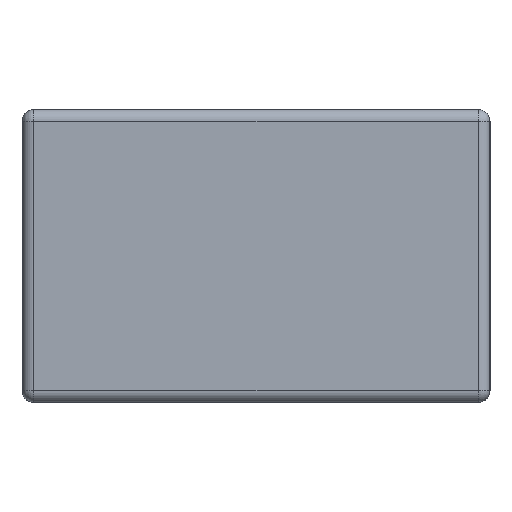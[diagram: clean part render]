
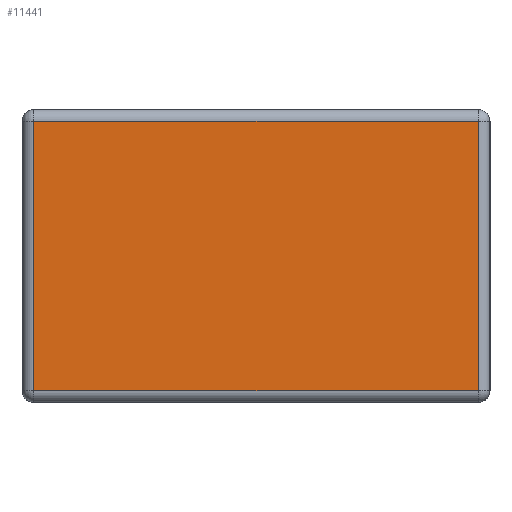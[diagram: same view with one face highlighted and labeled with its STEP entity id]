
A CAD part, left-side view. The second image highlights one B-rep face of the part: STEP entity #11441.
In plain terms, the highlighted planar face has unit normal (-1, 0, 0).
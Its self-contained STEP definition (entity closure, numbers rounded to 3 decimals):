
#10554 = CYLINDRICAL_SURFACE('',#10555,0.02);
#10555 = AXIS2_PLACEMENT_3D('',#10556,#10557,#10558);
#10556 = CARTESIAN_POINT('',(-0.778,0.396,0.25));
#10557 = DIRECTION('',(-0.,0.,-1.));
#10558 = DIRECTION('',(1.,0.,-0.));
#11138 = CYLINDRICAL_SURFACE('',#11139,0.02);
#11139 = AXIS2_PLACEMENT_3D('',#11140,#11141,#11142);
#11140 = CARTESIAN_POINT('',(-0.778,0.016,0.48));
#11141 = DIRECTION('',(0.,1.,0.));
#11142 = DIRECTION('',(0.,0.,-1.));
#11355 = CYLINDRICAL_SURFACE('',#11356,0.02);
#11356 = AXIS2_PLACEMENT_3D('',#11357,#11358,#11359);
#11357 = CARTESIAN_POINT('',(-0.778,-0.364,0.25));
#11358 = DIRECTION('',(0.,0.,1.));
#11359 = DIRECTION('',(-1.,0.,0.));
#11429 = CYLINDRICAL_SURFACE('',#11430,0.02);
#11430 = AXIS2_PLACEMENT_3D('',#11431,#11432,#11433);
#11431 = CARTESIAN_POINT('',(-0.778,0.016,0.02)
  );
#11432 = DIRECTION('',(0.,-1.,0.));
#11433 = DIRECTION('',(0.,0.,1.));
#11441 = ADVANCED_FACE('',(#11442),#11456,.T.);
#11442 = FACE_BOUND('',#11443,.T.);
#11443 = EDGE_LOOP('',(#11444,#11474,#11497,#11520));
#11444 = ORIENTED_EDGE('',*,*,#11445,.T.);
#11445 = EDGE_CURVE('',#11446,#11448,#11450,.T.);
#11446 = VERTEX_POINT('',#11447);
#11447 = CARTESIAN_POINT('',(-0.798,-0.364,0.48));
#11448 = VERTEX_POINT('',#11449);
#11449 = CARTESIAN_POINT('',(-0.798,0.396,0.48));
#11450 = SURFACE_CURVE('',#11451,(#11455,#11467),.PCURVE_S1.);
#11451 = LINE('',#11452,#11453);
#11452 = CARTESIAN_POINT('',(-0.798,0.016,0.48));
#11453 = VECTOR('',#11454,1.);
#11454 = DIRECTION('',(0.,1.,0.));
#11455 = PCURVE('',#11456,#11461);
#11456 = PLANE('',#11457);
#11457 = AXIS2_PLACEMENT_3D('',#11458,#11459,#11460);
#11458 = CARTESIAN_POINT('',(-0.798,0.016,0.25));
#11459 = DIRECTION('',(-1.,0.,0.));
#11460 = DIRECTION('',(0.,0.,-1.));
#11461 = DEFINITIONAL_REPRESENTATION('',(#11462),#11466);
#11462 = LINE('',#11463,#11464);
#11463 = CARTESIAN_POINT('',(-0.23,-0.));
#11464 = VECTOR('',#11465,1.);
#11465 = DIRECTION('',(0.,-1.));
#11466 = ( GEOMETRIC_REPRESENTATION_CONTEXT(2) 
PARAMETRIC_REPRESENTATION_CONTEXT() REPRESENTATION_CONTEXT('2D SPACE',''
  ) );
#11467 = PCURVE('',#11138,#11468);
#11468 = DEFINITIONAL_REPRESENTATION('',(#11469),#11473);
#11469 = LINE('',#11470,#11471);
#11470 = CARTESIAN_POINT('',(1.571,0.));
#11471 = VECTOR('',#11472,1.);
#11472 = DIRECTION('',(0.,1.));
#11473 = ( GEOMETRIC_REPRESENTATION_CONTEXT(2) 
PARAMETRIC_REPRESENTATION_CONTEXT() REPRESENTATION_CONTEXT('2D SPACE',''
  ) );
#11474 = ORIENTED_EDGE('',*,*,#11475,.T.);
#11475 = EDGE_CURVE('',#11448,#11476,#11478,.T.);
#11476 = VERTEX_POINT('',#11477);
#11477 = CARTESIAN_POINT('',(-0.798,0.396,0.02));
#11478 = SURFACE_CURVE('',#11479,(#11483,#11490),.PCURVE_S1.);
#11479 = LINE('',#11480,#11481);
#11480 = CARTESIAN_POINT('',(-0.798,0.396,0.25));
#11481 = VECTOR('',#11482,1.);
#11482 = DIRECTION('',(-0.,0.,-1.));
#11483 = PCURVE('',#11456,#11484);
#11484 = DEFINITIONAL_REPRESENTATION('',(#11485),#11489);
#11485 = LINE('',#11486,#11487);
#11486 = CARTESIAN_POINT('',(0.,-0.38));
#11487 = VECTOR('',#11488,1.);
#11488 = DIRECTION('',(1.,0.));
#11489 = ( GEOMETRIC_REPRESENTATION_CONTEXT(2) 
PARAMETRIC_REPRESENTATION_CONTEXT() REPRESENTATION_CONTEXT('2D SPACE',''
  ) );
#11490 = PCURVE('',#10554,#11491);
#11491 = DEFINITIONAL_REPRESENTATION('',(#11492),#11496);
#11492 = LINE('',#11493,#11494);
#11493 = CARTESIAN_POINT('',(3.142,0.));
#11494 = VECTOR('',#11495,1.);
#11495 = DIRECTION('',(0.,1.));
#11496 = ( GEOMETRIC_REPRESENTATION_CONTEXT(2) 
PARAMETRIC_REPRESENTATION_CONTEXT() REPRESENTATION_CONTEXT('2D SPACE',''
  ) );
#11497 = ORIENTED_EDGE('',*,*,#11498,.T.);
#11498 = EDGE_CURVE('',#11476,#11499,#11501,.T.);
#11499 = VERTEX_POINT('',#11500);
#11500 = CARTESIAN_POINT('',(-0.798,-0.364,0.02));
#11501 = SURFACE_CURVE('',#11502,(#11506,#11513),.PCURVE_S1.);
#11502 = LINE('',#11503,#11504);
#11503 = CARTESIAN_POINT('',(-0.798,0.016,0.02)
  );
#11504 = VECTOR('',#11505,1.);
#11505 = DIRECTION('',(0.,-1.,0.));
#11506 = PCURVE('',#11456,#11507);
#11507 = DEFINITIONAL_REPRESENTATION('',(#11508),#11512);
#11508 = LINE('',#11509,#11510);
#11509 = CARTESIAN_POINT('',(0.23,0.));
#11510 = VECTOR('',#11511,1.);
#11511 = DIRECTION('',(-0.,1.));
#11512 = ( GEOMETRIC_REPRESENTATION_CONTEXT(2) 
PARAMETRIC_REPRESENTATION_CONTEXT() REPRESENTATION_CONTEXT('2D SPACE',''
  ) );
#11513 = PCURVE('',#11429,#11514);
#11514 = DEFINITIONAL_REPRESENTATION('',(#11515),#11519);
#11515 = LINE('',#11516,#11517);
#11516 = CARTESIAN_POINT('',(1.571,0.));
#11517 = VECTOR('',#11518,1.);
#11518 = DIRECTION('',(0.,1.));
#11519 = ( GEOMETRIC_REPRESENTATION_CONTEXT(2) 
PARAMETRIC_REPRESENTATION_CONTEXT() REPRESENTATION_CONTEXT('2D SPACE',''
  ) );
#11520 = ORIENTED_EDGE('',*,*,#11521,.T.);
#11521 = EDGE_CURVE('',#11499,#11446,#11522,.T.);
#11522 = SURFACE_CURVE('',#11523,(#11527,#11534),.PCURVE_S1.);
#11523 = LINE('',#11524,#11525);
#11524 = CARTESIAN_POINT('',(-0.798,-0.364,0.25));
#11525 = VECTOR('',#11526,1.);
#11526 = DIRECTION('',(0.,0.,1.));
#11527 = PCURVE('',#11456,#11528);
#11528 = DEFINITIONAL_REPRESENTATION('',(#11529),#11533);
#11529 = LINE('',#11530,#11531);
#11530 = CARTESIAN_POINT('',(0.,0.38));
#11531 = VECTOR('',#11532,1.);
#11532 = DIRECTION('',(-1.,-0.));
#11533 = ( GEOMETRIC_REPRESENTATION_CONTEXT(2) 
PARAMETRIC_REPRESENTATION_CONTEXT() REPRESENTATION_CONTEXT('2D SPACE',''
  ) );
#11534 = PCURVE('',#11355,#11535);
#11535 = DEFINITIONAL_REPRESENTATION('',(#11536),#11540);
#11536 = LINE('',#11537,#11538);
#11537 = CARTESIAN_POINT('',(0.,0.));
#11538 = VECTOR('',#11539,1.);
#11539 = DIRECTION('',(0.,1.));
#11540 = ( GEOMETRIC_REPRESENTATION_CONTEXT(2) 
PARAMETRIC_REPRESENTATION_CONTEXT() REPRESENTATION_CONTEXT('2D SPACE',''
  ) );
